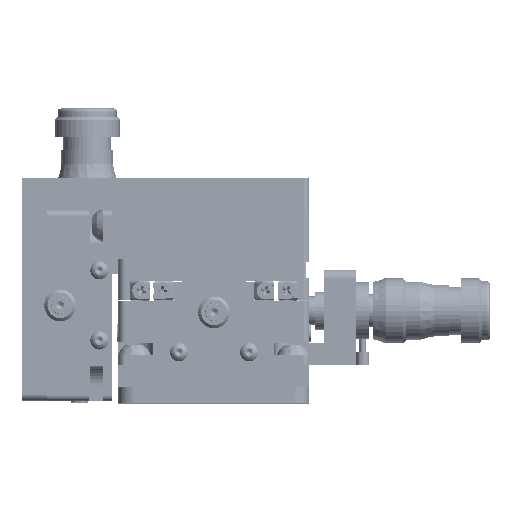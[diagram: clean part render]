
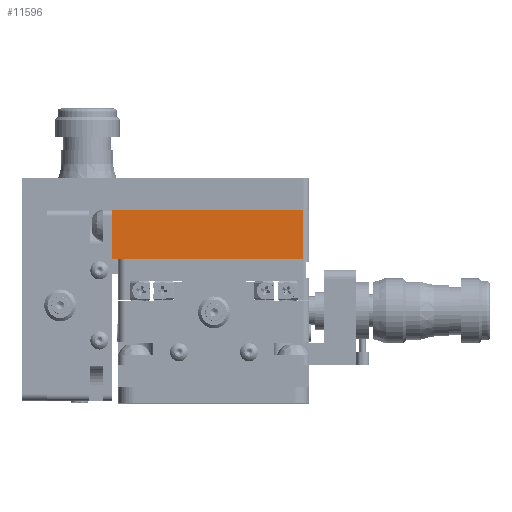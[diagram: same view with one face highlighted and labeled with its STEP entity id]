
A CAD part, top view. The second image highlights one B-rep face of the part: STEP entity #11596.
In plain terms, the highlighted planar face has unit normal (0, 0, 1).
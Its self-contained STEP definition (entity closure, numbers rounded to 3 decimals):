
#3624 = CARTESIAN_POINT ( 'NONE',  ( -32., 45.4, 30. ) ) ;
#4373 = LINE ( 'NONE', #48639, #130718 ) ;
#5461 = EDGE_CURVE ( 'NONE', #18589, #146175, #57367, .T. ) ;
#6929 = ORIENTED_EDGE ( 'NONE', *, *, #60733, .F. ) ;
#10792 = CARTESIAN_POINT ( 'NONE',  ( -30., 60.8, 30. ) ) ;
#11596 = ADVANCED_FACE ( 'NONE', ( #70916 ), #129788, .F. ) ;
#12112 = DIRECTION ( 'NONE',  ( 0., 1., 0. ) ) ;
#13487 = CARTESIAN_POINT ( 'NONE',  ( 28., 60.8, 30. ) ) ;
#18589 = VERTEX_POINT ( 'NONE', #106740 ) ;
#31374 = DIRECTION ( 'NONE',  ( 0., 0., -1. ) ) ;
#36420 = CARTESIAN_POINT ( 'NONE',  ( 28., 60.8, 30. ) ) ;
#41700 = AXIS2_PLACEMENT_3D ( 'NONE', #56024, #31374, #56549 ) ;
#47688 = DIRECTION ( 'NONE',  ( 1., 0., 0. ) ) ;
#48564 = ORIENTED_EDGE ( 'NONE', *, *, #142487, .T. ) ;
#48639 = CARTESIAN_POINT ( 'NONE',  ( -30., 45.4, 30. ) ) ;
#48852 = DIRECTION ( 'NONE',  ( 0., 1., 0. ) ) ;
#55135 = VERTEX_POINT ( 'NONE', #3624 ) ;
#56024 = CARTESIAN_POINT ( 'NONE',  ( -30., 60.8, 30. ) ) ;
#56549 = DIRECTION ( 'NONE',  ( 0., 1., 0. ) ) ;
#57367 = LINE ( 'NONE', #13487, #147337 ) ;
#58994 = LINE ( 'NONE', #61918, #108738 ) ;
#60733 = EDGE_CURVE ( 'NONE', #55135, #107681, #58994, .T. ) ;
#61918 = CARTESIAN_POINT ( 'NONE',  ( -32., -14.633, 30. ) ) ;
#67823 = EDGE_LOOP ( 'NONE', ( #48564, #93122, #80160, #6929 ) ) ;
#70916 = FACE_OUTER_BOUND ( 'NONE', #67823, .T. ) ;
#72217 = DIRECTION ( 'NONE',  ( 1., 0., 0. ) ) ;
#80160 = ORIENTED_EDGE ( 'NONE', *, *, #83746, .F. ) ;
#83746 = EDGE_CURVE ( 'NONE', #107681, #146175, #143282, .T. ) ;
#93122 = ORIENTED_EDGE ( 'NONE', *, *, #5461, .T. ) ;
#102889 = CARTESIAN_POINT ( 'NONE',  ( -32., 60.8, 30. ) ) ;
#106740 = CARTESIAN_POINT ( 'NONE',  ( 28., 45.4, 30. ) ) ;
#107681 = VERTEX_POINT ( 'NONE', #102889 ) ;
#108738 = VECTOR ( 'NONE', #12112, 1000. ) ;
#129788 = PLANE ( 'NONE',  #41700 ) ;
#130718 = VECTOR ( 'NONE', #72217, 1000. ) ;
#139456 = VECTOR ( 'NONE', #47688, 1000. ) ;
#142487 = EDGE_CURVE ( 'NONE', #55135, #18589, #4373, .T. ) ;
#143282 = LINE ( 'NONE', #10792, #139456 ) ;
#146175 = VERTEX_POINT ( 'NONE', #36420 ) ;
#147337 = VECTOR ( 'NONE', #48852, 1000. ) ;
